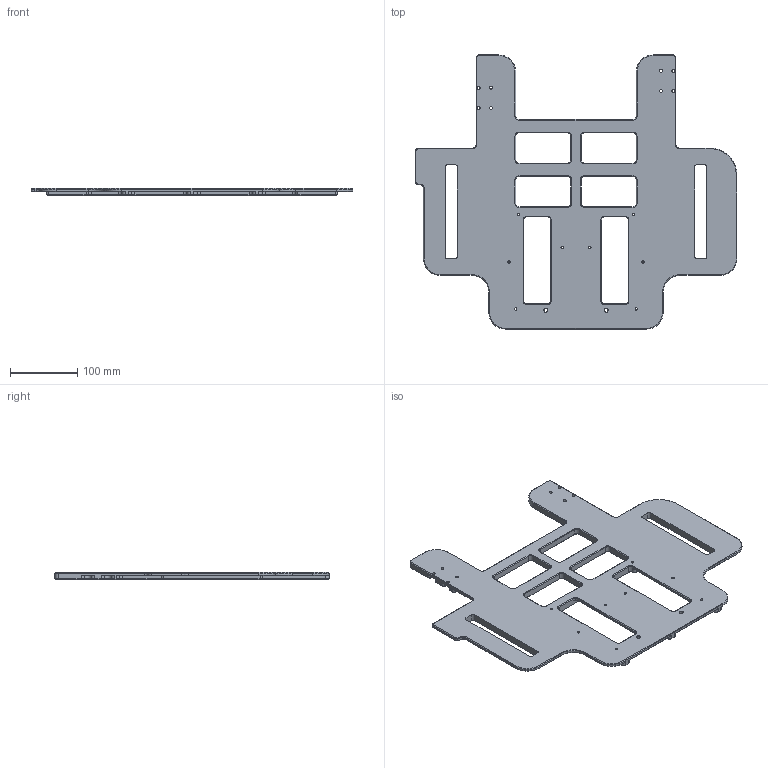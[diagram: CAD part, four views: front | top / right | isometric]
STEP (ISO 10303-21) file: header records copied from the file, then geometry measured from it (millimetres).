
FILE_DESCRIPTION((''),'2;1');
FILE_NAME('LS_JG_QX008616','2021-03-16T20:54:32',('dale.chen'),(''),'CREO PARAMETRIC BY PTC INC, 2019164','CREO PARAMETRIC BY PTC INC, 2019164','');
FILE_SCHEMA(('CONFIG_CONTROL_DESIGN','SHAPE_APPEARANCE_LAYERS_GROUPS'));
Length unit declared in the file: millimetre
Products named in the file (1): LS_JG_QX008616
Bounding box: 480 x 408.81 x 10.66 mm (x, y, z)
Volume: 798833.6 mm3; surface area: 253674.1 mm2
Topology: 1 solids, 3 shells, 518 faces, 1276 edges, 772 vertices
Faces by surface type: plane 226, cylinder 166, cone 126
Entity records: 15637 total; most frequent: DIRECTION 2754, CARTESIAN_POINT 2663, ORIENTED_EDGE 2544, EDGE_CURVE 1276, AXIS2_PLACEMENT_3D 977, VECTOR 800, LINE 800, VERTEX_POINT 772
